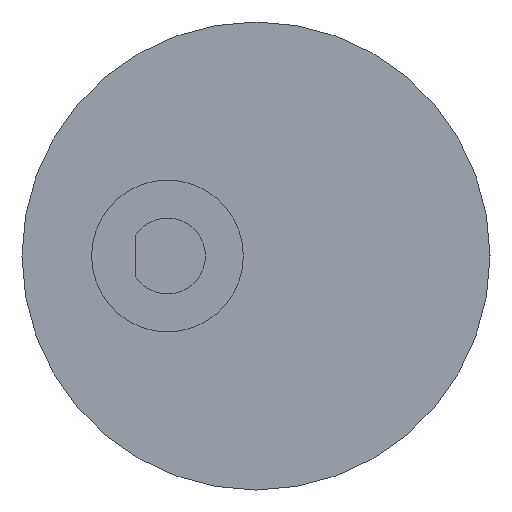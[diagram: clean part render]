
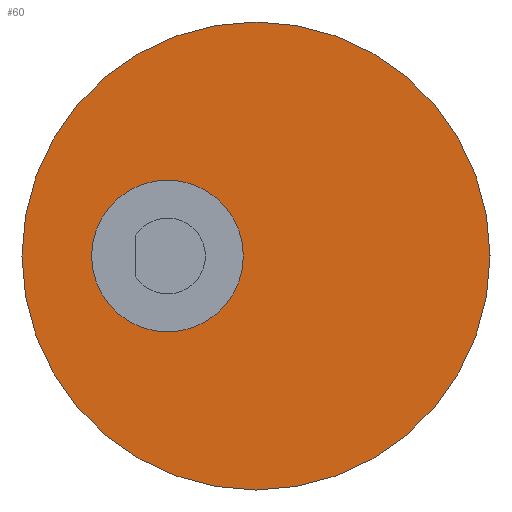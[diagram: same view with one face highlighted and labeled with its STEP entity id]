
A CAD part, left-side view. The second image highlights one B-rep face of the part: STEP entity #60.
In plain terms, the highlighted planar face has unit normal (-1, 0, 0).
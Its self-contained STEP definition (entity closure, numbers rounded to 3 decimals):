
#1 = CIRCLE ( 'NONE', #264, 6. ) ;
#13 = CIRCLE ( 'NONE', #132, 18.5 ) ;
#35 = CARTESIAN_POINT ( 'NONE',  ( 0., 7., -6. ) ) ;
#44 = DIRECTION ( 'NONE',  ( -1., 0., 0. ) ) ;
#47 = DIRECTION ( 'NONE',  ( 1., 0., 0. ) ) ;
#54 = CARTESIAN_POINT ( 'NONE',  ( 0., 7., 0. ) ) ;
#58 = AXIS2_PLACEMENT_3D ( 'NONE', #298, #162, #219 ) ;
#59 = ORIENTED_EDGE ( 'NONE', *, *, #226, .F. ) ;
#60 = ADVANCED_FACE ( 'NONE', ( #134, #99 ), #255, .F. ) ;
#65 = VERTEX_POINT ( 'NONE', #356 ) ;
#75 = DIRECTION ( 'NONE',  ( 1., 0., 0. ) ) ;
#94 = CARTESIAN_POINT ( 'NONE',  ( 0., 7., 6. ) ) ;
#99 = FACE_OUTER_BOUND ( 'NONE', #152, .T. ) ;
#106 = CARTESIAN_POINT ( 'NONE',  ( 0., 0., 0. ) ) ;
#132 = AXIS2_PLACEMENT_3D ( 'NONE', #106, #75, #285 ) ;
#134 = FACE_BOUND ( 'NONE', #352, .T. ) ;
#135 = DIRECTION ( 'NONE',  ( -1., 0., 0. ) ) ;
#149 = VERTEX_POINT ( 'NONE', #35 ) ;
#152 = EDGE_LOOP ( 'NONE', ( #59, #236 ) ) ;
#154 = EDGE_CURVE ( 'NONE', #192, #149, #1, .T. ) ;
#155 = VERTEX_POINT ( 'NONE', #157 ) ;
#157 = CARTESIAN_POINT ( 'NONE',  ( 0., 0., 18.5 ) ) ;
#162 = DIRECTION ( 'NONE',  ( 1., 0., 0. ) ) ;
#164 = CIRCLE ( 'NONE', #178, 6. ) ;
#169 = CARTESIAN_POINT ( 'NONE',  ( 0., 0., 0. ) ) ;
#178 = AXIS2_PLACEMENT_3D ( 'NONE', #54, #135, #256 ) ;
#188 = DIRECTION ( 'NONE',  ( 0., 0., -1. ) ) ;
#192 = VERTEX_POINT ( 'NONE', #94 ) ;
#201 = AXIS2_PLACEMENT_3D ( 'NONE', #169, #47, #313 ) ;
#209 = CARTESIAN_POINT ( 'NONE',  ( 0., 7., 0. ) ) ;
#215 = ORIENTED_EDGE ( 'NONE', *, *, #314, .F. ) ;
#219 = DIRECTION ( 'NONE',  ( 0., 0., -1. ) ) ;
#226 = EDGE_CURVE ( 'NONE', #155, #65, #353, .T. ) ;
#236 = ORIENTED_EDGE ( 'NONE', *, *, #269, .F. ) ;
#255 = PLANE ( 'NONE',  #58 ) ;
#256 = DIRECTION ( 'NONE',  ( 0., 0., -1. ) ) ;
#264 = AXIS2_PLACEMENT_3D ( 'NONE', #209, #44, #188 ) ;
#269 = EDGE_CURVE ( 'NONE', #65, #155, #13, .T. ) ;
#285 = DIRECTION ( 'NONE',  ( 0., 0., -1. ) ) ;
#298 = CARTESIAN_POINT ( 'NONE',  ( 0., 0., 0. ) ) ;
#313 = DIRECTION ( 'NONE',  ( 0., 0., -1. ) ) ;
#314 = EDGE_CURVE ( 'NONE', #149, #192, #164, .T. ) ;
#346 = ORIENTED_EDGE ( 'NONE', *, *, #154, .F. ) ;
#352 = EDGE_LOOP ( 'NONE', ( #215, #346 ) ) ;
#353 = CIRCLE ( 'NONE', #201, 18.5 ) ;
#356 = CARTESIAN_POINT ( 'NONE',  ( 0., 0., -18.5 ) ) ;
